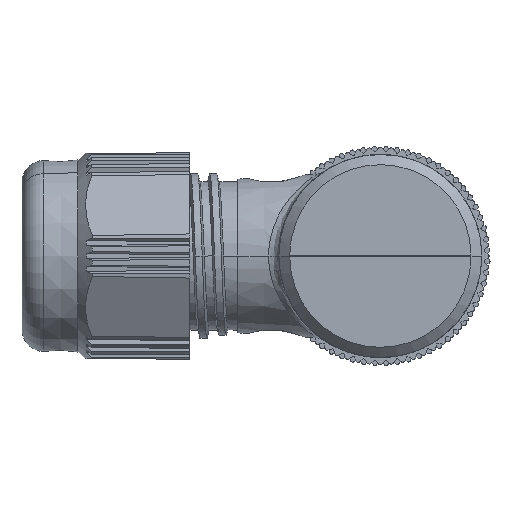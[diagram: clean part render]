
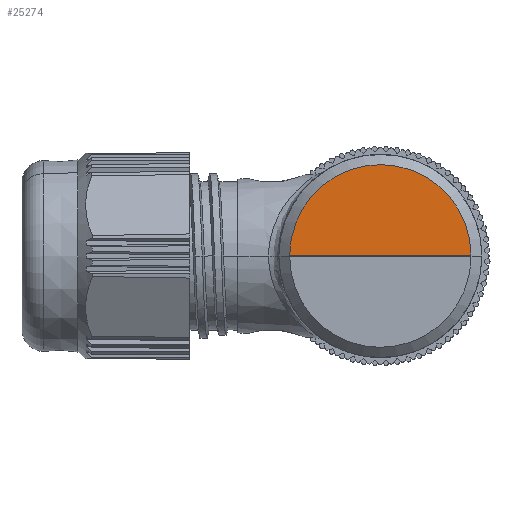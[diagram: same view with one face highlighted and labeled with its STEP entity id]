
A CAD part, front view. The second image highlights one B-rep face of the part: STEP entity #25274.
In plain terms, the highlighted planar face has unit normal (0, -1, 0.009).
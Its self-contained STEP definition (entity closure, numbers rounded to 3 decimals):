
#3809=CARTESIAN_POINT('',(-6.7,-76.262,
-7.867));
#3810=CARTESIAN_POINT('',(-6.701,-76.258,
-7.385));
#3811=CARTESIAN_POINT('',(-6.786,-76.249,
-6.438));
#3812=CARTESIAN_POINT('',(-7.16,-76.237,
-5.04));
#3813=CARTESIAN_POINT('',(-7.773,-76.226,
-3.73));
#3814=CARTESIAN_POINT('',(-8.593,-76.216,
-2.558));
#3815=CARTESIAN_POINT('',(-9.624,-76.207,
-1.525));
#3816=CARTESIAN_POINT('',(-10.813,-76.199,
-0.695));
#3817=CARTESIAN_POINT('',(-12.128,-76.194,
-0.084));
#3818=CARTESIAN_POINT('',(-13.525,-76.191,
0.287));
#3819=CARTESIAN_POINT('',(-14.963,-76.19,
0.411));
#3820=CARTESIAN_POINT('',(-16.399,-76.191,
0.283));
#3821=CARTESIAN_POINT('',(-17.79,-76.194,
-0.091));
#3822=CARTESIAN_POINT('',(-19.095,-76.199,
-0.7));
#3823=CARTESIAN_POINT('',(-20.276,-76.207,
-1.525));
#3824=CARTESIAN_POINT('',(-21.302,-76.215,
-2.551));
#3825=CARTESIAN_POINT('',(-22.121,-76.226,
-3.719));
#3826=CARTESIAN_POINT('',(-22.737,-76.237,
-5.027));
#3827=CARTESIAN_POINT('',(-23.114,-76.249,
-6.428));
#3828=CARTESIAN_POINT('',(-23.2,-76.258,
-7.382));
#3829=CARTESIAN_POINT('',(-23.201,-76.262,
-7.867));
#3885=DIRECTION('',(1.,0.,0.));
#3886=VECTOR('',#3885,16.5);
#3887=CARTESIAN_POINT('',(-23.201,-76.262,
-7.867));
#3888=LINE('',#3887,#3886);
#3889=CARTESIAN_POINT('',(-6.7,-76.262,
-7.867));
#17967=VERTEX_POINT('',#3889);
#17968=VERTEX_POINT('',#3829);
#25265=CARTESIAN_POINT('',(-24.201,-76.263,
-7.954));
#25266=DIRECTION('',(0.,-1.,0.009));
#25267=DIRECTION('',(1.,0.,0.));
#25268=AXIS2_PLACEMENT_3D('',#25265,#25266,#25267);
#25269=PLANE('',#25268);
#25270=ORIENTED_EDGE('',*,*,#25212,.F.);
#25271=ORIENTED_EDGE('',*,*,#25256,.F.);
#25272=EDGE_LOOP('',(#25270,#25271));
#25273=FACE_OUTER_BOUND('',#25272,.F.);
#25274=ADVANCED_FACE('',(#25273),#25269,.T.);
#3830=B_SPLINE_CURVE_WITH_KNOTS('',3,(#3809,#3810,#3811,#3812,#3813,#3814,#3815,
#3816,#3817,#3818,#3819,#3820,#3821,#3822,#3823,#3824,#3825,#3826,#3827,#3828,
#3829),.UNSPECIFIED.,.F.,.F.,(4,1,1,1,1,1,1,1,1,1,1,1,1,1,1,1,1,1,4),(0.,
0.056,0.111,0.167,0.222,
0.278,0.333,0.389,0.444,0.5,
0.556,0.611,0.667,0.722,
0.778,0.833,0.889,0.944,1.),
.UNSPECIFIED.);
#25212=EDGE_CURVE('',#17967,#17968,#3830,.T.);
#25256=EDGE_CURVE('',#17968,#17967,#3888,.T.);
